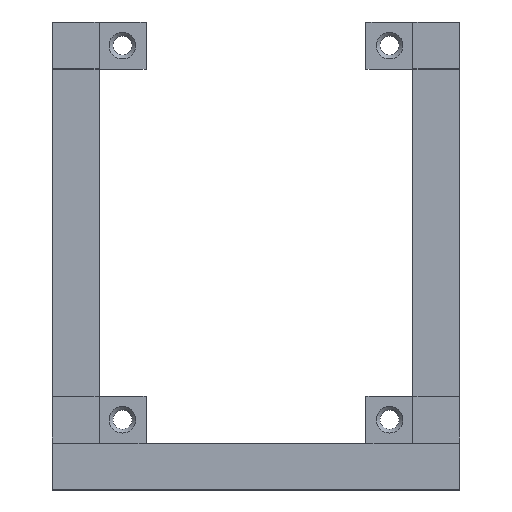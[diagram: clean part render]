
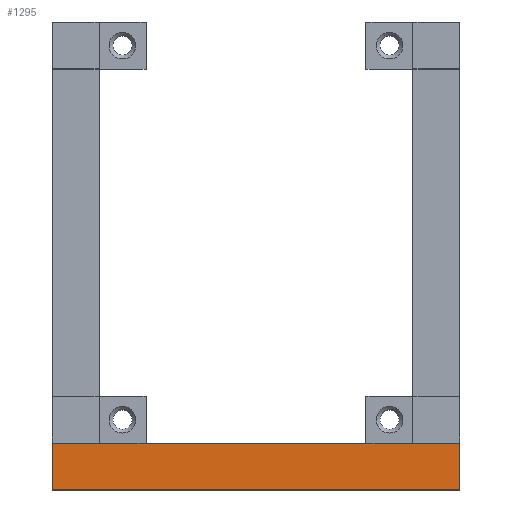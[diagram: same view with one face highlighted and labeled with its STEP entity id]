
A CAD part, top view. The second image highlights one B-rep face of the part: STEP entity #1295.
In plain terms, the highlighted planar face has unit normal (0, 0, 1).
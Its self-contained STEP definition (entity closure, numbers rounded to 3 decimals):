
#73=FACE_OUTER_BOUND('',#147,.T.);
#147=EDGE_LOOP('',(#960,#961,#962,#963,#964,#965,#966,#967));
#249=LINE('',#1892,#419);
#253=LINE('',#1899,#423);
#256=LINE('',#1907,#426);
#260=LINE('',#1914,#430);
#263=LINE('',#1920,#433);
#267=LINE('',#1928,#437);
#270=LINE('',#1934,#440);
#273=LINE('',#1939,#443);
#419=VECTOR('',#1540,10.);
#423=VECTOR('',#1546,10.);
#426=VECTOR('',#1551,10.);
#430=VECTOR('',#1557,10.);
#433=VECTOR('',#1562,10.);
#437=VECTOR('',#1568,10.);
#440=VECTOR('',#1573,10.);
#443=VECTOR('',#1578,10.);
#576=VERTEX_POINT('',#1889);
#577=VERTEX_POINT('',#1891);
#579=VERTEX_POINT('',#1897);
#582=VERTEX_POINT('',#1904);
#583=VERTEX_POINT('',#1906);
#585=VERTEX_POINT('',#1912);
#590=VERTEX_POINT('',#1927);
#592=VERTEX_POINT('',#1933);
#708=EDGE_CURVE('',#577,#576,#249,.T.);
#712=EDGE_CURVE('',#576,#579,#253,.T.);
#715=EDGE_CURVE('',#583,#582,#256,.T.);
#719=EDGE_CURVE('',#582,#585,#260,.T.);
#722=EDGE_CURVE('',#579,#583,#263,.T.);
#726=EDGE_CURVE('',#590,#577,#267,.T.);
#729=EDGE_CURVE('',#592,#590,#270,.T.);
#732=EDGE_CURVE('',#585,#592,#273,.T.);
#960=ORIENTED_EDGE('',*,*,#732,.T.);
#961=ORIENTED_EDGE('',*,*,#729,.T.);
#962=ORIENTED_EDGE('',*,*,#726,.T.);
#963=ORIENTED_EDGE('',*,*,#708,.T.);
#964=ORIENTED_EDGE('',*,*,#712,.T.);
#965=ORIENTED_EDGE('',*,*,#722,.T.);
#966=ORIENTED_EDGE('',*,*,#715,.T.);
#967=ORIENTED_EDGE('',*,*,#719,.T.);
#1229=PLANE('',#1393);
#1295=ADVANCED_FACE('',(#73),#1229,.T.);
#1393=AXIS2_PLACEMENT_3D('',#1941,#1580,#1581);
#1540=DIRECTION('',(-1.,0.,0.));
#1546=DIRECTION('',(0.,1.,0.));
#1551=DIRECTION('',(0.,-1.,0.));
#1557=DIRECTION('',(-1.,0.,0.));
#1562=DIRECTION('',(-1.,0.,0.));
#1568=DIRECTION('',(0.,1.,0.));
#1573=DIRECTION('',(1.,0.,0.));
#1578=DIRECTION('',(0.,-1.,0.));
#1580=DIRECTION('center_axis',(0.,0.,1.));
#1581=DIRECTION('ref_axis',(1.,0.,0.));
#1889=CARTESIAN_POINT('',(23.495,-55.15,-4.));
#1891=CARTESIAN_POINT('',(43.535,-55.15,-4.));
#1892=CARTESIAN_POINT('',(23.495,-55.15,-4.));
#1897=CARTESIAN_POINT('',(23.495,-55.11,-4.));
#1899=CARTESIAN_POINT('',(23.495,-45.07,-4.));
#1904=CARTESIAN_POINT('',(-23.495,-55.15,-4.));
#1906=CARTESIAN_POINT('',(-23.495,-55.11,-4.));
#1907=CARTESIAN_POINT('',(-23.495,-55.15,-4.));
#1912=CARTESIAN_POINT('',(-43.535,-55.15,-4.));
#1914=CARTESIAN_POINT('',(-43.575,-55.15,-4.));
#1920=CARTESIAN_POINT('',(-43.535,-55.11,-4.));
#1927=CARTESIAN_POINT('',(43.535,-65.11,-4.));
#1928=CARTESIAN_POINT('',(43.535,-55.11,-4.));
#1933=CARTESIAN_POINT('',(-43.535,-65.11,-4.));
#1934=CARTESIAN_POINT('',(43.535,-65.11,-4.));
#1939=CARTESIAN_POINT('',(-43.535,-65.11,-4.));
#1941=CARTESIAN_POINT('Origin',(0.,-60.11,-4.));
